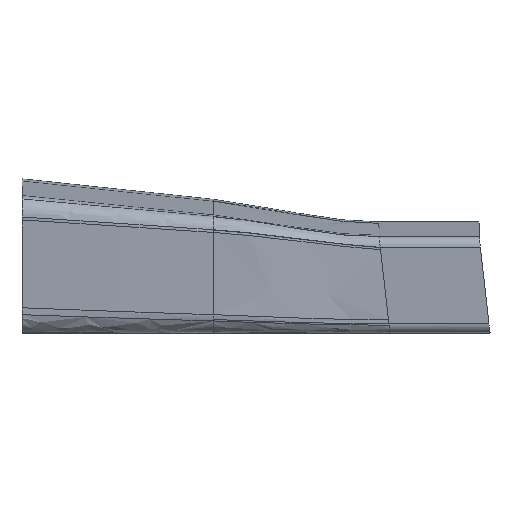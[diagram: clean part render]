
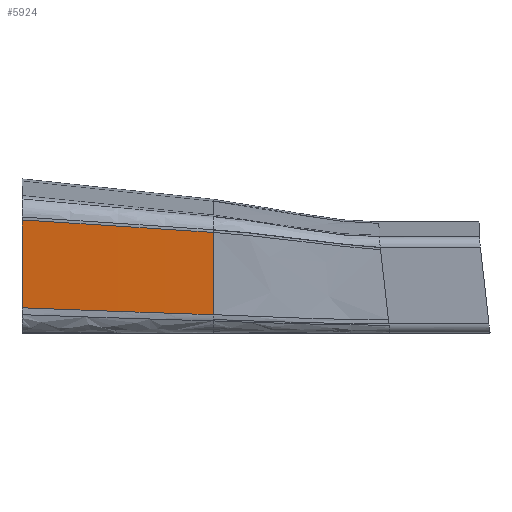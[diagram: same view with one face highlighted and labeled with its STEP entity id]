
A CAD part, top view. The second image highlights one B-rep face of the part: STEP entity #5924.
In plain terms, the highlighted free-form (B-spline) face has degree [5, 1] with [6, 2] control points.
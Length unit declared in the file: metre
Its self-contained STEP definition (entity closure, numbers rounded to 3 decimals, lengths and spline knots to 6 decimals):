
#5119=VERTEX_POINT('',#5120);
#5120=CARTESIAN_POINT('',(0.95702,0.502589,0.550319));
#5173=EDGE_CURVE('',#5119,#5174,#5176,.T.);
#5174=VERTEX_POINT('',#5175);
#5175=CARTESIAN_POINT('',(0.95702,0.091238,0.514136));
#5176=LINE('',#5177,#5178);
#5177=CARTESIAN_POINT('',(0.95702,0.502589,0.550319));
#5178=VECTOR('',#5179,1.0);
#5179=DIRECTION('',(0.,-0.996,-0.088));
#5876=EDGE_CURVE('',#5174,#5877,#5879,.F.);
#5877=VERTEX_POINT('',#5878);
#5878=CARTESIAN_POINT('',(0.,0.125773,0.521008));
#5879=ELLIPSE('',#5880,39.040371,32.822936);
#5880=AXIS2_PLACEMENT_3D('',#5881,#5882,#5883);
#5881=CARTESIAN_POINT('',(0.474406,9.179275,-31.025124));
#5882=DIRECTION('',(0.037,0.96,0.276));
#5883=DIRECTION('',(0.999,-0.038,0.));
#5924=ADVANCED_FACE('spar layup tool',(#5925),#5944,.F.);
#5925=FACE_BOUND('',#5926,.T.);
#5926=EDGE_LOOP('',(#5927,#5936,#5942,#5943));
#5927=ORIENTED_EDGE('',*,*,#5928,.T.);
#5928=EDGE_CURVE('',#5119,#5929,#5931,.F.);
#5929=VERTEX_POINT('',#5930);
#5930=CARTESIAN_POINT('',(0.,0.565266,0.559667));
#5931=ELLIPSE('',#5932,39.201603,33.569882);
#5932=AXIS2_PLACEMENT_3D('',#5933,#5934,#5935);
#5933=CARTESIAN_POINT('',(0.477203,-5.687737,-32.460887));
#5934=DIRECTION('',(0.062,0.981,-0.185));
#5935=DIRECTION('',(0.995,-0.076,-0.068));
#5936=ORIENTED_EDGE('',*,*,#5937,.T.);
#5937=EDGE_CURVE('',#5929,#5877,#5938,.T.);
#5938=LINE('',#5939,#5940);
#5939=CARTESIAN_POINT('',(0.,0.565266,0.559667));
#5940=VECTOR('',#5941,1.0);
#5941=DIRECTION('',(0.,-0.996,-0.088));
#5942=ORIENTED_EDGE('',*,*,#5876,.F.);
#5943=ORIENTED_EDGE('',*,*,#5173,.F.);
#5944=B_SPLINE_SURFACE_WITH_KNOTS('',5,1,((#5945,#5946),(#5947,#5948),(#5949,#5950),(#5951,#5952),(#5953,#5954),(#5955,#5956)),.UNSPECIFIED.,.F.,.F.,.U.,(6,6),(2,2),(0.0,959.537625),(-231.139447,210.049605),.PIECEWISE_BEZIER_KNOTS.);
#5945=CARTESIAN_POINT('',(0.,0.565266,0.559667));
#5946=CARTESIAN_POINT('',(0.,0.125773,0.521008));
#5947=CARTESIAN_POINT('',(0.191421,0.553102,0.559776));
#5948=CARTESIAN_POINT('',(0.191421,0.11832,0.521532));
#5949=CARTESIAN_POINT('',(0.382842,0.540752,0.558896));
#5950=CARTESIAN_POINT('',(0.382842,0.111139,0.521107));
#5951=CARTESIAN_POINT('',(0.574266,0.528215,0.557026));
#5952=CARTESIAN_POINT('',(0.574266,0.104231,0.519732));
#5953=CARTESIAN_POINT('',(0.765643,0.515495,0.554167));
#5954=CARTESIAN_POINT('',(0.765643,0.097598,0.517408));
#5955=CARTESIAN_POINT('',(0.95702,0.502589,0.550319));
#5956=CARTESIAN_POINT('',(0.95702,0.091238,0.514136));
